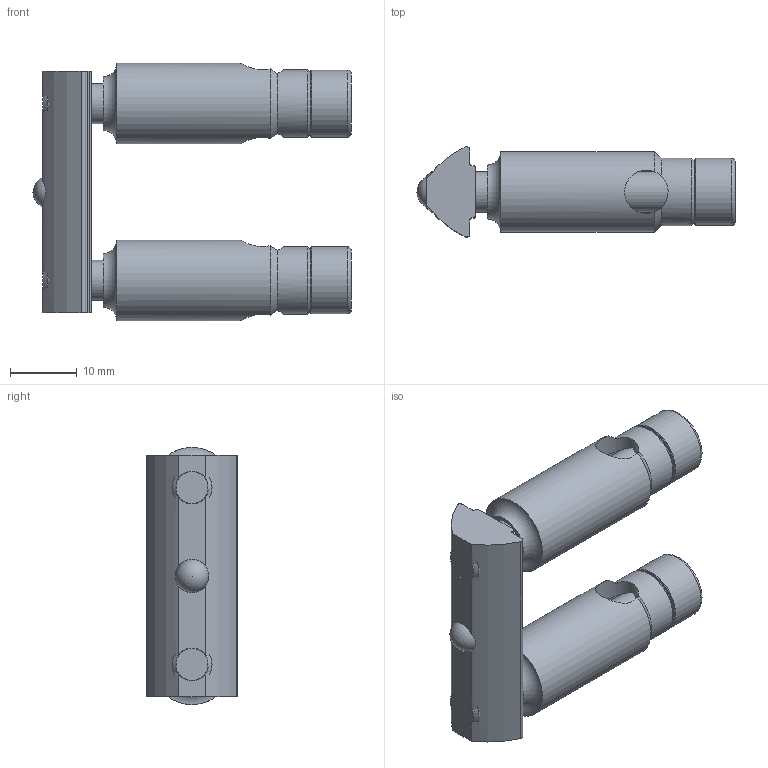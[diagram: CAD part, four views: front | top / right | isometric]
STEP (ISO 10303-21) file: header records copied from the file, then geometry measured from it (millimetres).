
FILE_DESCRIPTION(/* description */ ('STEP AP214'),/* implementation_level */ '2;1');
FILE_NAME(/* name */ '1025162.stp',/* time_stamp */ '2024-05-06T15:16:19+02:00',/* author */ ('b.steehouwer'),/* organization */ ('CADENAS'),/* preprocessor_version */ 'ST-DEVELOPER v18.1',/* originating_system */ 'Autodesk Inventor 2021',/* authorisation */ ' ');
FILE_SCHEMA (('AUTOMOTIVE_DESIGN { 1 0 10303 214 3 1 1 }'));
Length unit declared in the file: millimetre
Products named in the file (6): 1025162; 1025162-1; 1025162-2; 1025162-3; 1025162-4; 1025162-5
Assembly tree (5 placements, depth 2):
  1025162
    1025162-1
    1025162-2
    1025162-3
    1025162-4
    1025162-5
Bounding box: 47.5 x 13.5 x 38.4 mm (x, y, z)
Volume: 9688.7 mm3; surface area: 7388.1 mm2
Topology: 5 solids, 5 shells, 131 faces, 356 edges, 232 vertices
Faces by surface type: plane 73, cylinder 37, cone 14, torus 6, sphere 1
Full cylindrical faces by diameter (mm): 4.917 x4, 5 x1, 6 x2, 6.5 x2, 7 x2, 10 x2, 10.1 x2, 12 x2
Entity records: 4685 total; most frequent: CARTESIAN_POINT 1208, ORIENTED_EDGE 710, DIRECTION 667, EDGE_CURVE 355, AXIS2_PLACEMENT_3D 251, VERTEX_POINT 232, LINE 165, VECTOR 165
